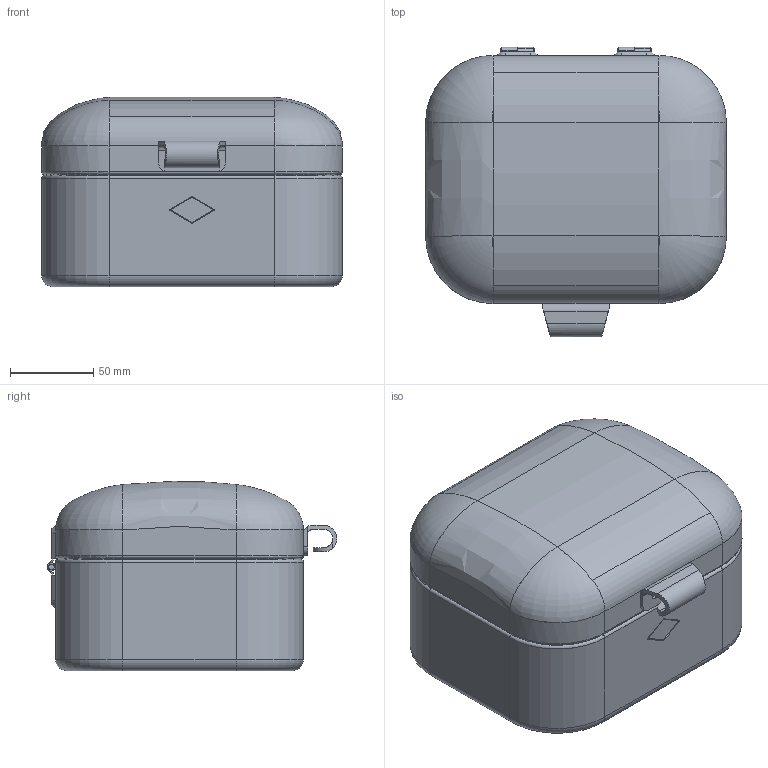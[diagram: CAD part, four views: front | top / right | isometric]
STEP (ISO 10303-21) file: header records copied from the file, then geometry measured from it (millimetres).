
FILE_DESCRIPTION((''),'2;1');
FILE_NAME('235 001 Mini Grandy.stp','2012-11-08T15:32:06',('schmidt'),(''),'Autodesk Inventor 2013','Autodesk Inventor 2013','');
FILE_SCHEMA(('AUTOMOTIVE_DESIGN { 1 0 10303 214 1 1 1 1 }'));
Length unit declared in the file: millimetre
Products named in the file (7): 235 001 Mini Grandy; 2350001-1 Deckel Mini Grandy; 2350003-1 Rumpf Mini Grandy; 2351006-1 Single Grandy Scharnierstift; 2351004-1 Single Grandy Scharnier; Blechlogo Dummy; 2350002-1 Griff Mini Grandy
Assembly tree (10 placements, depth 2):
  235 001 Mini Grandy
    2350001-1 Deckel Mini Grandy
    2350003-1 Rumpf Mini Grandy
    2351006-1 Single Grandy Scharnierstift  x2
    2351004-1 Single Grandy Scharnier  x4
    Blechlogo Dummy
    2350002-1 Griff Mini Grandy
Bounding box: 180 x 173.42 x 113.36 mm (x, y, z)
Volume: 64370.6 mm3; surface area: 319015 mm2
Topology: 11 solids, 13 shells, 476 faces, 1182 edges, 730 vertices
Faces by surface type: cylinder 180, plane 168, bspline 58, torus 50, cone 16, sphere 4
Full cylindrical faces by diameter (mm): 3.4 x2, 4.2 x20, 7 x8
Entity records: 25128 total; most frequent: CARTESIAN_POINT 16671, ORIENTED_EDGE 1724, DIRECTION 1460, EDGE_CURVE 886, AXIS2_PLACEMENT_3D 586, VERTEX_POINT 552, EDGE_LOOP 438, FACE_OUTER_BOUND 377
